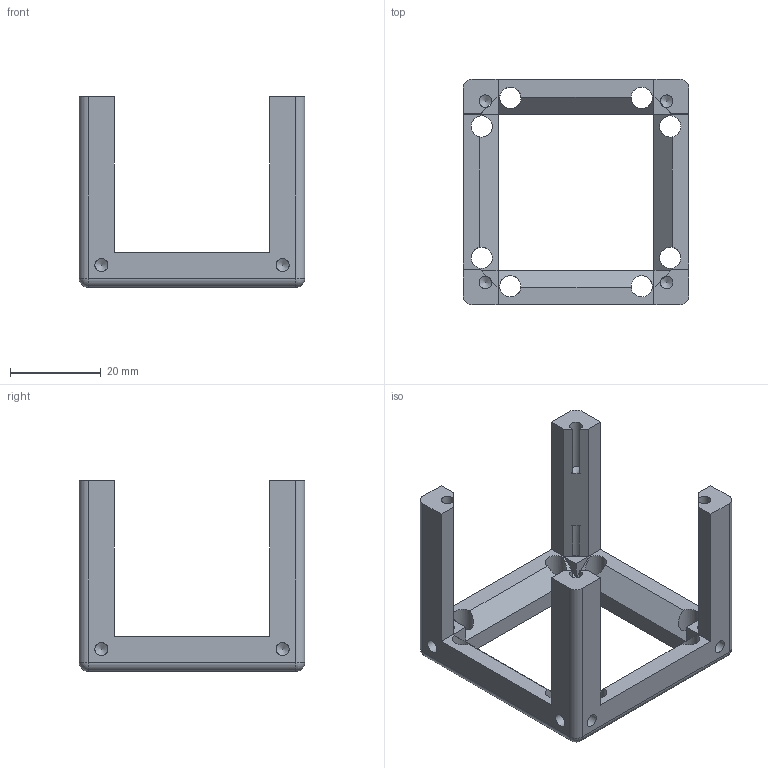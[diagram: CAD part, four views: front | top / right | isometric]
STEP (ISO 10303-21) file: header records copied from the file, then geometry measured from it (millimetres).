
FILE_DESCRIPTION(/* description */ (''),/* implementation_level */ '2;1');
FILE_NAME(/* name */ '10_Cube_1x1_v3.stp',/* time_stamp */ '2025-07-15T21:33:40+02:00',/* author */ ('20202827'),/* organization */ (''),/* preprocessor_version */ 'ST-DEVELOPER v20',/* originating_system */ 'Autodesk Inventor 2025',/* authorisation */ '');
FILE_SCHEMA (('AUTOMOTIVE_DESIGN { 1 0 10303 214 3 1 1 }'));
Length unit declared in the file: millimetre
Products named in the file (1): 10_Cube_1x1_v2
Bounding box: 49.8 x 49.8 x 42.1 mm (x, y, z)
Volume: 13619.8 mm3; surface area: 10075.4 mm2
Topology: 1 solids, 1 shells, 105 faces, 404 edges, 262 vertices
Faces by surface type: cylinder 48, plane 37, cone 16, sphere 4
Full cylindrical faces by diameter (mm): 2.8 x8, 2.9 x16, 4.7 x8, 5.5 x4
Entity records: 4690 total; most frequent: CARTESIAN_POINT 1274, ORIENTED_EDGE 776, DIRECTION 668, EDGE_CURVE 388, VERTEX_POINT 260, AXIS2_PLACEMENT_3D 236, LINE 196, VECTOR 196
